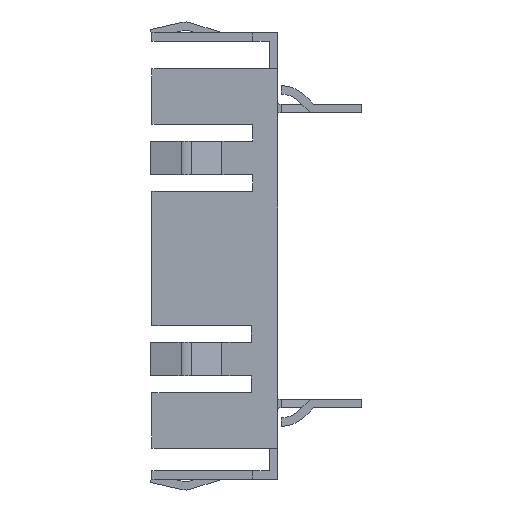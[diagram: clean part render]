
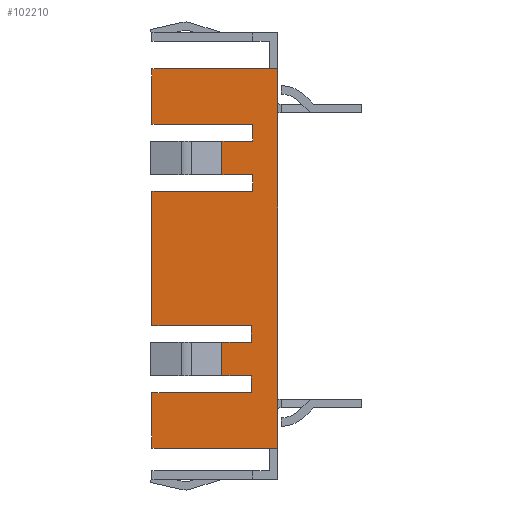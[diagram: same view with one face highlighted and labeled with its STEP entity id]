
A CAD part, left-side view. The second image highlights one B-rep face of the part: STEP entity #102210.
In plain terms, the highlighted face is planar.
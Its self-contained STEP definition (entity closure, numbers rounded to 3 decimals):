
#8350=CARTESIAN_POINT('',(5.652,-17.068,12.93));
#8360=VERTEX_POINT('',#8350);
#8410=CARTESIAN_POINT('',(5.652,-17.068,4.803));
#8420=DIRECTION('',(0.,0.,-1.));
#8430=VECTOR('',#8420,1.);
#8440=LINE('',#8410,#8430);
#8450=CARTESIAN_POINT('',(5.652,-17.068,13.93));
#8460=VERTEX_POINT('',#8450);
#8470=EDGE_CURVE('',#8460,#8360,#8440,.T.);
#17650=CARTESIAN_POINT('',(-16.561,-17.068,13.93))
;
#17660=DIRECTION('',(-1.,-0.,0.));
#17670=VECTOR('',#17660,1.);
#17680=LINE('',#17650,#17670);
#17690=CARTESIAN_POINT('',(-0.256,-17.068,13.93
));
#17700=VERTEX_POINT('',#17690);
#17710=EDGE_CURVE('',#8460,#17700,#17680,.T.);
#26510=CARTESIAN_POINT('',(7.244,-17.068,17.23))
;
#26520=VERTEX_POINT('',#26510);
#26550=CARTESIAN_POINT('',(7.244,-17.068,
4.803));
#26560=DIRECTION('',(0.,0.,1.));
#26570=VECTOR('',#26560,1.);
#26580=LINE('',#26550,#26570);
#26590=CARTESIAN_POINT('',(7.244,-17.068,
-5.37));
#26600=VERTEX_POINT('',#26590);
#26610=EDGE_CURVE('',#26600,#26520,#26580,.T.);
#30920=CARTESIAN_POINT('',(5.744,-17.068,
0.93));
#30930=VERTEX_POINT('',#30920);
#30960=CARTESIAN_POINT('',(5.744,-17.068,
4.803));
#30970=DIRECTION('',(0.,0.,-1.));
#30980=VECTOR('',#30970,1.);
#30990=LINE('',#30960,#30980);
#31000=CARTESIAN_POINT('',(5.744,-17.068,
1.93));
#31010=VERTEX_POINT('',#31000);
#31020=EDGE_CURVE('',#31010,#30930,#30990,.T.);
#48250=CARTESIAN_POINT('',(-0.256,-17.068,
-5.37));
#48260=VERTEX_POINT('',#48250);
#48290=CARTESIAN_POINT('',(-0.256,-17.068,
4.803));
#48300=DIRECTION('',(0.,0.,1.));
#48310=VECTOR('',#48300,1.);
#48320=LINE('',#48290,#48310);
#48330=CARTESIAN_POINT('',(-0.256,-17.068,
-2.07));
#48340=VERTEX_POINT('',#48330);
#48350=EDGE_CURVE('',#48260,#48340,#48320,.T.);
#72430=CARTESIAN_POINT('',(-0.256,-17.068,
1.93));
#72440=VERTEX_POINT('',#72430);
#72450=CARTESIAN_POINT('',(-0.256,-17.068,
9.93));
#72460=VERTEX_POINT('',#72450);
#72470=EDGE_CURVE('',#72440,#72460,#48320,.T.);
#84190=CARTESIAN_POINT('',(3.915,-17.068,
-1.07));
#84200=VERTEX_POINT('',#84190);
#84230=CARTESIAN_POINT('',(3.915,-17.068,
4.803));
#84240=DIRECTION('',(0.,0.,1.));
#84250=VECTOR('',#84240,1.);
#84260=LINE('',#84230,#84250);
#84270=CARTESIAN_POINT('',(3.915,-17.068,
0.93));
#84280=VERTEX_POINT('',#84270);
#84290=EDGE_CURVE('',#84200,#84280,#84260,.T.);
#89970=CARTESIAN_POINT('',(5.744,-17.068,
4.803));
#89980=DIRECTION('',(0.,0.,-1.));
#89990=VECTOR('',#89980,1.);
#90000=LINE('',#89970,#89990);
#90010=CARTESIAN_POINT('',(5.744,-17.068,
-1.07));
#90020=VERTEX_POINT('',#90010);
#90030=CARTESIAN_POINT('',(5.744,-17.068,
-2.07));
#90040=VERTEX_POINT('',#90030);
#90050=EDGE_CURVE('',#90020,#90040,#90000,.T.);
#95980=CARTESIAN_POINT('',(-0.256,-17.068,17.23
));
#95990=VERTEX_POINT('',#95980);
#96000=EDGE_CURVE('',#17700,#95990,#48320,.T.);
#99650=CARTESIAN_POINT('',(-16.561,-17.068,
0.93));
#99660=DIRECTION('',(1.,0.,0.));
#99670=VECTOR('',#99660,1.);
#99680=LINE('',#99650,#99670);
#99690=EDGE_CURVE('',#84280,#30930,#99680,.T.);
#101360=CARTESIAN_POINT('',(6.744,-17.068,47.322)
);
#101370=DIRECTION('',(-0.,1.,0.));
#101380=DIRECTION('',(-1.,-0.,0.));
#101390=AXIS2_PLACEMENT_3D('',#101360,#101370,#101380);
#101400=PLANE('',#101390);
#101410=CARTESIAN_POINT('',(-16.561,-17.068,12.93)
);
#101420=DIRECTION('',(1.,0.,0.));
#101430=VECTOR('',#101420,1.);
#101440=LINE('',#101410,#101430);
#101450=CARTESIAN_POINT('',(3.915,-17.068,12.93)
);
#101460=VERTEX_POINT('',#101450);
#101470=EDGE_CURVE('',#101460,#8360,#101440,.T.);
#101480=ORIENTED_EDGE('',*,*,#101470,.T.);
#101490=CARTESIAN_POINT('',(3.915,-17.068,
4.803));
#101500=DIRECTION('',(0.,0.,1.));
#101510=VECTOR('',#101500,1.);
#101520=LINE('',#101490,#101510);
#101530=CARTESIAN_POINT('',(3.915,-17.068,10.93)
);
#101540=VERTEX_POINT('',#101530);
#101550=EDGE_CURVE('',#101540,#101460,#101520,.T.);
#101560=ORIENTED_EDGE('',*,*,#101550,.T.);
#101570=CARTESIAN_POINT('',(-16.561,-17.068,10.93)
);
#101580=DIRECTION('',(1.,0.,0.));
#101590=VECTOR('',#101580,1.);
#101600=LINE('',#101570,#101590);
#101610=CARTESIAN_POINT('',(5.652,-17.068,10.93));
#101620=VERTEX_POINT('',#101610);
#101630=EDGE_CURVE('',#101540,#101620,#101600,.T.);
#101640=ORIENTED_EDGE('',*,*,#101630,.F.);
#101650=CARTESIAN_POINT('',(5.652,-17.068,4.803))
;
#101660=DIRECTION('',(0.,0.,-1.));
#101670=VECTOR('',#101660,1.);
#101680=LINE('',#101650,#101670);
#101690=CARTESIAN_POINT('',(5.652,-17.068,9.93))
;
#101700=VERTEX_POINT('',#101690);
#101710=EDGE_CURVE('',#101620,#101700,#101680,.T.);
#101720=ORIENTED_EDGE('',*,*,#101710,.F.);
#101730=CARTESIAN_POINT('',(-16.561,-17.068,
9.93));
#101740=DIRECTION('',(-1.,-0.,0.));
#101750=VECTOR('',#101740,1.);
#101760=LINE('',#101730,#101750);
#101770=EDGE_CURVE('',#101700,#72460,#101760,.T.);
#101780=ORIENTED_EDGE('',*,*,#101770,.F.);
#101790=ORIENTED_EDGE('',*,*,#72470,.T.);
#101800=CARTESIAN_POINT('',(-16.561,-17.068,
1.93));
#101810=DIRECTION('',(1.,0.,0.));
#101820=VECTOR('',#101810,1.);
#101830=LINE('',#101800,#101820);
#101840=EDGE_CURVE('',#72440,#31010,#101830,.T.);
#101850=ORIENTED_EDGE('',*,*,#101840,.F.);
#101860=ORIENTED_EDGE('',*,*,#31020,.F.);
#101870=ORIENTED_EDGE('',*,*,#99690,.T.);
#101880=ORIENTED_EDGE('',*,*,#84290,.T.);
#101890=CARTESIAN_POINT('',(-16.561,-17.068,
-1.07));
#101900=DIRECTION('',(1.,0.,0.));
#101910=VECTOR('',#101900,1.);
#101920=LINE('',#101890,#101910);
#101930=EDGE_CURVE('',#84200,#90020,#101920,.T.);
#101940=ORIENTED_EDGE('',*,*,#101930,.F.);
#101950=ORIENTED_EDGE('',*,*,#90050,.F.);
#101960=CARTESIAN_POINT('',(-16.561,-17.068,
-2.07));
#101970=DIRECTION('',(-1.,-0.,0.));
#101980=VECTOR('',#101970,1.);
#101990=LINE('',#101960,#101980);
#102000=EDGE_CURVE('',#90040,#48340,#101990,.T.);
#102010=ORIENTED_EDGE('',*,*,#102000,.F.);
#102020=ORIENTED_EDGE('',*,*,#48350,.T.);
#102030=CARTESIAN_POINT('',(-16.561,-17.068,
-5.37));
#102040=DIRECTION('',(-1.,-0.,0.));
#102050=VECTOR('',#102040,1.);
#102060=LINE('',#102030,#102050);
#102070=EDGE_CURVE('',#26600,#48260,#102060,.T.);
#102080=ORIENTED_EDGE('',*,*,#102070,.T.);
#102090=ORIENTED_EDGE('',*,*,#26610,.F.);
#102100=CARTESIAN_POINT('',(-16.561,-17.068,17.23)
);
#102110=DIRECTION('',(1.,0.,0.));
#102120=VECTOR('',#102110,1.);
#102130=LINE('',#102100,#102120);
#102140=EDGE_CURVE('',#95990,#26520,#102130,.T.);
#102150=ORIENTED_EDGE('',*,*,#102140,.T.);
#102160=ORIENTED_EDGE('',*,*,#96000,.T.);
#102170=ORIENTED_EDGE('',*,*,#17710,.T.);
#102180=ORIENTED_EDGE('',*,*,#8470,.F.);
#102190=EDGE_LOOP('',(#102180,#102170,#102160,#102150,#102090,#102080,
#102020,#102010,#101950,#101940,#101880,#101870,#101860,#101850,#101790,
#101780,#101720,#101640,#101560,#101480));
#102200=FACE_OUTER_BOUND('',#102190,.T.);
#102210=ADVANCED_FACE('',(#102200),#101400,.T.);
